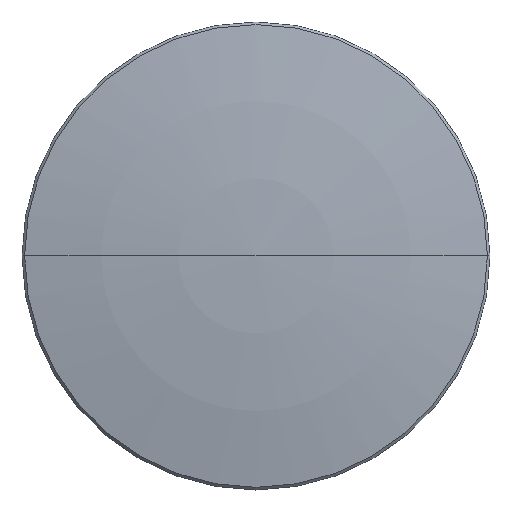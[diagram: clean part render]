
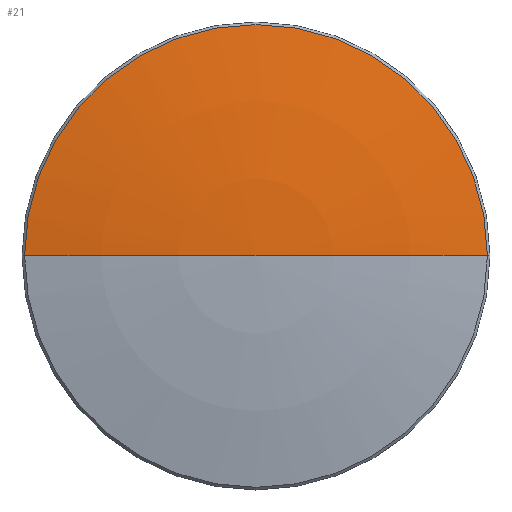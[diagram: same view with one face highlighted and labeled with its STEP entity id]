
A CAD part, top view. The second image highlights one B-rep face of the part: STEP entity #21.
In plain terms, the highlighted toroidal (fillet/blend) face has major radius 0.007 mm and minor radius 69.01 mm.
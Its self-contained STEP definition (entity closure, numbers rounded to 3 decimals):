
#13 = EDGE_LOOP ( 'NONE', ( #22, #24, #28 ) ) ;
#21 = ADVANCED_FACE ( 'NONE', ( #90 ), #83, .T. ) ;
#22 = ORIENTED_EDGE ( 'NONE', *, *, #37, .T. ) ;
#23 = VERTEX_POINT ( 'NONE', #168 ) ;
#24 = ORIENTED_EDGE ( 'NONE', *, *, #82, .T. ) ;
#25 = EDGE_CURVE ( 'NONE', #40, #23, #163, .T. ) ;
#28 = ORIENTED_EDGE ( 'NONE', *, *, #25, .F. ) ;
#37 = EDGE_CURVE ( 'NONE', #40, #39, #88, .T. ) ;
#39 = VERTEX_POINT ( 'NONE', #136 ) ;
#40 = VERTEX_POINT ( 'NONE', #153 ) ;
#82 = EDGE_CURVE ( 'NONE', #39, #23, #251, .T. ) ;
#83 = TOROIDAL_SURFACE ( 'NONE', #91, -0.007, 69.01 ) ;
#86 = CARTESIAN_POINT ( 'NONE',  ( 0., 0., -67.42 ) ) ;
#88 = CIRCLE ( 'NONE', #154, 12.559 ) ;
#90 = FACE_OUTER_BOUND ( 'NONE', #13, .T. ) ;
#91 = AXIS2_PLACEMENT_3D ( 'NONE', #86, #149, #167 ) ;
#136 = CARTESIAN_POINT ( 'NONE',  ( -12.559, 0., 0.436 ) ) ;
#140 = DIRECTION ( 'NONE',  ( 1., 0., 0. ) ) ;
#149 = DIRECTION ( 'NONE',  ( 0., 0., 1. ) ) ;
#153 = CARTESIAN_POINT ( 'NONE',  ( 12.559, 0., 0.436 ) ) ;
#154 = AXIS2_PLACEMENT_3D ( 'NONE', #162, #157, #140 ) ;
#157 = DIRECTION ( 'NONE',  ( 0., 0., 1. ) ) ;
#158 = DIRECTION ( 'NONE',  ( 0., 0., -1. ) ) ;
#159 = DIRECTION ( 'NONE',  ( 0., -1., 0. ) ) ;
#160 = CARTESIAN_POINT ( 'NONE',  ( -0.007, 0., -67.42 ) ) ;
#161 = AXIS2_PLACEMENT_3D ( 'NONE', #160, #159, #158 ) ;
#162 = CARTESIAN_POINT ( 'NONE',  ( 0., 0., 0.436 ) ) ;
#163 = CIRCLE ( 'NONE', #161, 69.01 ) ;
#167 = DIRECTION ( 'NONE',  ( 1., 0., 0. ) ) ;
#168 = CARTESIAN_POINT ( 'NONE',  ( 0., 0., 1.59 ) ) ;
#226 = AXIS2_PLACEMENT_3D ( 'NONE', #227, #256, #273 ) ;
#227 = CARTESIAN_POINT ( 'NONE',  ( 0.007, 0., -67.42 ) ) ;
#251 = CIRCLE ( 'NONE', #226, 69.01 ) ;
#256 = DIRECTION ( 'NONE',  ( 0., 1., 0. ) ) ;
#273 = DIRECTION ( 'NONE',  ( -1., 0., 0. ) ) ;
